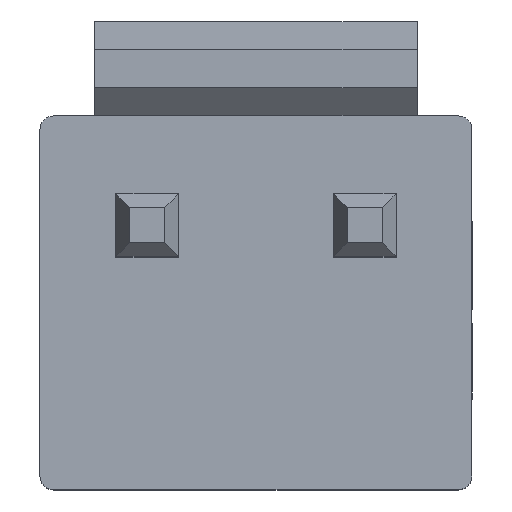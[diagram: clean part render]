
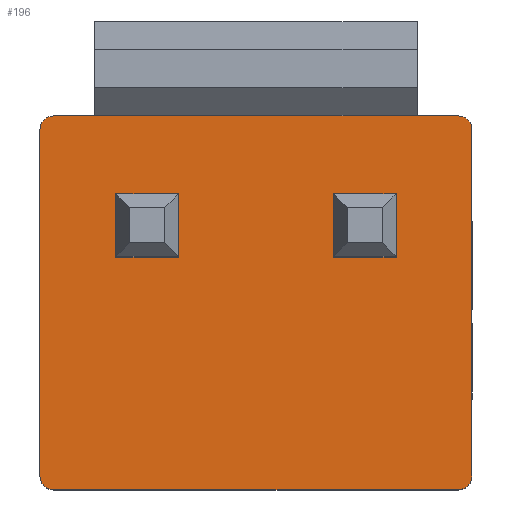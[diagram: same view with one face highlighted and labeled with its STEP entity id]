
A CAD part, top view. The second image highlights one B-rep face of the part: STEP entity #196.
In plain terms, the highlighted planar face has unit normal (0, 0, 1).
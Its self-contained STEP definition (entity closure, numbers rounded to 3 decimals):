
#196 = ADVANCED_FACE ( 'NONE', ( #11885, #4536, #15571 ), #838, .F. ) ;
#302 = VERTEX_POINT ( 'NONE', #3092 ) ;
#364 = DIRECTION ( 'NONE',  ( -1., 0., 0. ) ) ;
#518 = EDGE_CURVE ( 'NONE', #15764, #6217, #10819, .T. ) ;
#559 = CARTESIAN_POINT ( 'NONE',  ( -3.68, 2.55, 3.2 ) ) ;
#565 = CARTESIAN_POINT ( 'NONE',  ( 3.93, 2.3, 3.2 ) ) ;
#630 = DIRECTION ( 'NONE',  ( 0., 1., 0. ) ) ;
#650 = LINE ( 'NONE', #15225, #11269 ) ;
#674 = DIRECTION ( 'NONE',  ( 1., 0., 0. ) ) ;
#676 = VERTEX_POINT ( 'NONE', #11364 ) ;
#838 = PLANE ( 'NONE',  #8496 ) ;
#901 = ORIENTED_EDGE ( 'NONE', *, *, #1205, .T. ) ;
#1058 = CARTESIAN_POINT ( 'NONE',  ( 3.68, 2.55, 3.2 ) ) ;
#1088 = VECTOR ( 'NONE', #3408, 1000. ) ;
#1119 = EDGE_CURVE ( 'NONE', #6881, #5285, #9000, .T. ) ;
#1122 = CARTESIAN_POINT ( 'NONE',  ( -1.41, 0., 3.2 ) ) ;
#1195 = LINE ( 'NONE', #1122, #2862 ) ;
#1205 = EDGE_CURVE ( 'NONE', #12494, #2059, #11090, .T. ) ;
#1229 = DIRECTION ( 'NONE',  ( -1., 0., 0. ) ) ;
#1417 = CARTESIAN_POINT ( 'NONE',  ( 1.41, 1.12, 3.2 ) ) ;
#1488 = LINE ( 'NONE', #1652, #10157 ) ;
#1652 = CARTESIAN_POINT ( 'NONE',  ( 0., 1.12, 3.2 ) ) ;
#1859 = EDGE_CURVE ( 'NONE', #676, #2728, #9509, .T. ) ;
#2059 = VERTEX_POINT ( 'NONE', #13321 ) ;
#2217 = LINE ( 'NONE', #4663, #3766 ) ;
#2347 = DIRECTION ( 'NONE',  ( -1., 0., 0. ) ) ;
#2605 = DIRECTION ( 'NONE',  ( 1., 0., 0. ) ) ;
#2644 = VERTEX_POINT ( 'NONE', #7501 ) ;
#2728 = VERTEX_POINT ( 'NONE', #15480 ) ;
#2746 = LINE ( 'NONE', #15135, #15017 ) ;
#2862 = VECTOR ( 'NONE', #5937, 1000. ) ;
#2903 = CIRCLE ( 'NONE', #15395, 0.25 ) ;
#2996 = DIRECTION ( 'NONE',  ( 0., 0., 1. ) ) ;
#3043 = EDGE_CURVE ( 'NONE', #2644, #7171, #10887, .T. ) ;
#3053 = VERTEX_POINT ( 'NONE', #9754 ) ;
#3092 = CARTESIAN_POINT ( 'NONE',  ( -2.55, -0.02, 3.2 ) ) ;
#3124 = VERTEX_POINT ( 'NONE', #1417 ) ;
#3242 = DIRECTION ( 'NONE',  ( 1., 0., 0. ) ) ;
#3408 = DIRECTION ( 'NONE',  ( -1., 0., 0. ) ) ;
#3500 = ORIENTED_EDGE ( 'NONE', *, *, #9043, .T. ) ;
#3766 = VECTOR ( 'NONE', #6971, 1000. ) ;
#3786 = VERTEX_POINT ( 'NONE', #565 ) ;
#3868 = ORIENTED_EDGE ( 'NONE', *, *, #1859, .T. ) ;
#3909 = CARTESIAN_POINT ( 'NONE',  ( 2.93, 2.55, 3.2 ) ) ;
#4193 = DIRECTION ( 'NONE',  ( -1., 0., 0. ) ) ;
#4264 = ORIENTED_EDGE ( 'NONE', *, *, #6098, .T. ) ;
#4535 = ORIENTED_EDGE ( 'NONE', *, *, #8074, .T. ) ;
#4536 = FACE_BOUND ( 'NONE', #5962, .T. ) ;
#4663 = CARTESIAN_POINT ( 'NONE',  ( 0., -0.02, 3.2 ) ) ;
#4780 = VERTEX_POINT ( 'NONE', #12982 ) ;
#4781 = VECTOR ( 'NONE', #9213, 1000. ) ;
#4814 = ORIENTED_EDGE ( 'NONE', *, *, #8025, .T. ) ;
#4848 = ORIENTED_EDGE ( 'NONE', *, *, #12270, .T. ) ;
#4943 = LINE ( 'NONE', #8773, #10166 ) ;
#5062 = ORIENTED_EDGE ( 'NONE', *, *, #1119, .T. ) ;
#5085 = VERTEX_POINT ( 'NONE', #9395 ) ;
#5121 = VERTEX_POINT ( 'NONE', #8221 ) ;
#5285 = VERTEX_POINT ( 'NONE', #3909 ) ;
#5376 = ORIENTED_EDGE ( 'NONE', *, *, #7399, .T. ) ;
#5415 = EDGE_CURVE ( 'NONE', #3124, #2644, #6926, .T. ) ;
#5614 = DIRECTION ( 'NONE',  ( 0., 1., 0. ) ) ;
#5628 = LINE ( 'NONE', #14056, #4781 ) ;
#5843 = ORIENTED_EDGE ( 'NONE', *, *, #11001, .T. ) ;
#5937 = DIRECTION ( 'NONE',  ( 0., -1., 0. ) ) ;
#5962 = EDGE_LOOP ( 'NONE', ( #4848, #4535, #9760, #15130 ) ) ;
#6098 = EDGE_CURVE ( 'NONE', #5085, #3786, #5628, .T. ) ;
#6124 = CARTESIAN_POINT ( 'NONE',  ( -3.68, -4., 3.2 ) ) ;
#6217 = VERTEX_POINT ( 'NONE', #559 ) ;
#6750 = CARTESIAN_POINT ( 'NONE',  ( -3.93, -4.25, 3.2 ) ) ;
#6881 = VERTEX_POINT ( 'NONE', #1058 ) ;
#6926 = LINE ( 'NONE', #11801, #11272 ) ;
#6971 = DIRECTION ( 'NONE',  ( -1., 0., 0. ) ) ;
#7141 = DIRECTION ( 'NONE',  ( -1., 0., 0. ) ) ;
#7171 = VERTEX_POINT ( 'NONE', #11613 ) ;
#7184 = ORIENTED_EDGE ( 'NONE', *, *, #3043, .T. ) ;
#7230 = CARTESIAN_POINT ( 'NONE',  ( 2.55, 0., 3.2 ) ) ;
#7238 = DIRECTION ( 'NONE',  ( -1., 0., 0. ) ) ;
#7254 = CARTESIAN_POINT ( 'NONE',  ( -2.93, 2.55, 3.2 ) ) ;
#7352 = AXIS2_PLACEMENT_3D ( 'NONE', #13951, #2996, #7141 ) ;
#7399 = EDGE_CURVE ( 'NONE', #5121, #3124, #2746, .T. ) ;
#7501 = CARTESIAN_POINT ( 'NONE',  ( 2.55, 1.12, 3.2 ) ) ;
#7594 = VECTOR ( 'NONE', #1229, 1000. ) ;
#7925 = CARTESIAN_POINT ( 'NONE',  ( 3.68, -4., 3.2 ) ) ;
#8025 = EDGE_CURVE ( 'NONE', #2728, #5085, #9215, .T. ) ;
#8074 = EDGE_CURVE ( 'NONE', #302, #3053, #650, .T. ) ;
#8120 = CARTESIAN_POINT ( 'NONE',  ( 0., 0., 3.2 ) ) ;
#8221 = CARTESIAN_POINT ( 'NONE',  ( 1.41, -0.02, 3.2 ) ) ;
#8286 = EDGE_CURVE ( 'NONE', #13404, #4780, #1195, .T. ) ;
#8366 = DIRECTION ( 'NONE',  ( 0., 0., -1. ) ) ;
#8496 = AXIS2_PLACEMENT_3D ( 'NONE', #8120, #8366, #9466 ) ;
#8575 = CARTESIAN_POINT ( 'NONE',  ( 3.68, 2.3, 3.2 ) ) ;
#8666 = EDGE_CURVE ( 'NONE', #2059, #676, #10250, .T. ) ;
#8773 = CARTESIAN_POINT ( 'NONE',  ( 0., -0.02, 3.2 ) ) ;
#9000 = LINE ( 'NONE', #13919, #7594 ) ;
#9043 = EDGE_CURVE ( 'NONE', #3786, #6881, #2903, .T. ) ;
#9213 = DIRECTION ( 'NONE',  ( 0., 1., 0. ) ) ;
#9215 = CIRCLE ( 'NONE', #12838, 0.25 ) ;
#9363 = CARTESIAN_POINT ( 'NONE',  ( -1.41, 1.12, 3.2 ) ) ;
#9395 = CARTESIAN_POINT ( 'NONE',  ( 3.93, -4., 3.2 ) ) ;
#9466 = DIRECTION ( 'NONE',  ( -1., 0., 0. ) ) ;
#9509 = LINE ( 'NONE', #6750, #14309 ) ;
#9754 = CARTESIAN_POINT ( 'NONE',  ( -2.55, 1.12, 3.2 ) ) ;
#9760 = ORIENTED_EDGE ( 'NONE', *, *, #11985, .T. ) ;
#9837 = DIRECTION ( 'NONE',  ( 0., 0., 1. ) ) ;
#10157 = VECTOR ( 'NONE', #2605, 1000. ) ;
#10166 = VECTOR ( 'NONE', #364, 1000. ) ;
#10250 = CIRCLE ( 'NONE', #11296, 0.25 ) ;
#10617 = ORIENTED_EDGE ( 'NONE', *, *, #8666, .T. ) ;
#10819 = LINE ( 'NONE', #13398, #1088 ) ;
#10887 = LINE ( 'NONE', #7230, #14411 ) ;
#10889 = LINE ( 'NONE', #13393, #12010 ) ;
#10906 = EDGE_CURVE ( 'NONE', #6217, #12494, #14257, .T. ) ;
#11001 = EDGE_CURVE ( 'NONE', #7171, #5121, #2217, .T. ) ;
#11008 = DIRECTION ( 'NONE',  ( 0., 0., 1. ) ) ;
#11068 = ORIENTED_EDGE ( 'NONE', *, *, #10906, .T. ) ;
#11090 = LINE ( 'NONE', #14709, #11676 ) ;
#11118 = DIRECTION ( 'NONE',  ( 0., -1., 0. ) ) ;
#11269 = VECTOR ( 'NONE', #5614, 1000. ) ;
#11272 = VECTOR ( 'NONE', #674, 1000. ) ;
#11296 = AXIS2_PLACEMENT_3D ( 'NONE', #6124, #11008, #2347 ) ;
#11364 = CARTESIAN_POINT ( 'NONE',  ( -3.68, -4.25, 3.2 ) ) ;
#11613 = CARTESIAN_POINT ( 'NONE',  ( 2.55, -0.02, 3.2 ) ) ;
#11676 = VECTOR ( 'NONE', #13515, 1000. ) ;
#11801 = CARTESIAN_POINT ( 'NONE',  ( 0., 1.12, 3.2 ) ) ;
#11885 = FACE_BOUND ( 'NONE', #15086, .T. ) ;
#11985 = EDGE_CURVE ( 'NONE', #3053, #13404, #1488, .T. ) ;
#12010 = VECTOR ( 'NONE', #12168, 1000. ) ;
#12168 = DIRECTION ( 'NONE',  ( -1., 0., 0. ) ) ;
#12270 = EDGE_CURVE ( 'NONE', #4780, #302, #4943, .T. ) ;
#12411 = EDGE_LOOP ( 'NONE', ( #4264, #3500, #5062, #15182, #12938, #11068, #901, #10617, #3868, #4814 ) ) ;
#12494 = VERTEX_POINT ( 'NONE', #13117 ) ;
#12838 = AXIS2_PLACEMENT_3D ( 'NONE', #7925, #15153, #4193 ) ;
#12938 = ORIENTED_EDGE ( 'NONE', *, *, #518, .T. ) ;
#12982 = CARTESIAN_POINT ( 'NONE',  ( -1.41, -0.02, 3.2 ) ) ;
#13117 = CARTESIAN_POINT ( 'NONE',  ( -3.93, 2.3, 3.2 ) ) ;
#13321 = CARTESIAN_POINT ( 'NONE',  ( -3.93, -4., 3.2 ) ) ;
#13393 = CARTESIAN_POINT ( 'NONE',  ( -3.93, 2.55, 3.2 ) ) ;
#13398 = CARTESIAN_POINT ( 'NONE',  ( 0., 2.55, 3.2 ) ) ;
#13404 = VERTEX_POINT ( 'NONE', #9363 ) ;
#13515 = DIRECTION ( 'NONE',  ( 0., -1., 0. ) ) ;
#13695 = EDGE_CURVE ( 'NONE', #5285, #15764, #10889, .T. ) ;
#13919 = CARTESIAN_POINT ( 'NONE',  ( -3.93, 2.55, 3.2 ) ) ;
#13951 = CARTESIAN_POINT ( 'NONE',  ( -3.68, 2.3, 3.2 ) ) ;
#14056 = CARTESIAN_POINT ( 'NONE',  ( 3.93, -4.25, 3.2 ) ) ;
#14257 = CIRCLE ( 'NONE', #7352, 0.25 ) ;
#14309 = VECTOR ( 'NONE', #3242, 1000. ) ;
#14411 = VECTOR ( 'NONE', #11118, 1000. ) ;
#14573 = ORIENTED_EDGE ( 'NONE', *, *, #5415, .T. ) ;
#14709 = CARTESIAN_POINT ( 'NONE',  ( -3.93, -4.25, 3.2 ) ) ;
#15017 = VECTOR ( 'NONE', #630, 1000. ) ;
#15086 = EDGE_LOOP ( 'NONE', ( #5843, #5376, #14573, #7184 ) ) ;
#15130 = ORIENTED_EDGE ( 'NONE', *, *, #8286, .T. ) ;
#15135 = CARTESIAN_POINT ( 'NONE',  ( 1.41, 0., 3.2 ) ) ;
#15153 = DIRECTION ( 'NONE',  ( 0., 0., 1. ) ) ;
#15182 = ORIENTED_EDGE ( 'NONE', *, *, #13695, .T. ) ;
#15225 = CARTESIAN_POINT ( 'NONE',  ( -2.55, 0., 3.2 ) ) ;
#15395 = AXIS2_PLACEMENT_3D ( 'NONE', #8575, #9837, #7238 ) ;
#15480 = CARTESIAN_POINT ( 'NONE',  ( 3.68, -4.25, 3.2 ) ) ;
#15571 = FACE_OUTER_BOUND ( 'NONE', #12411, .T. ) ;
#15764 = VERTEX_POINT ( 'NONE', #7254 ) ;
